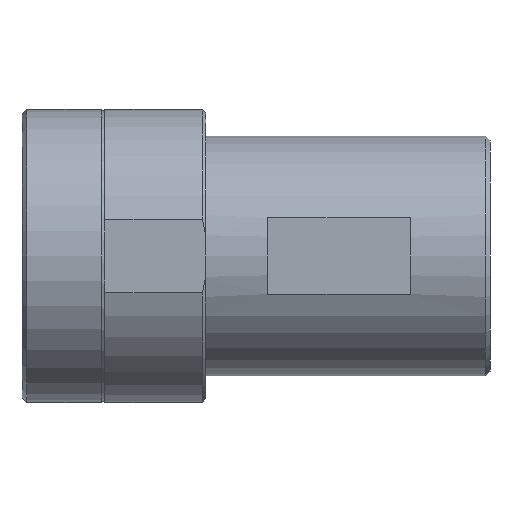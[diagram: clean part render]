
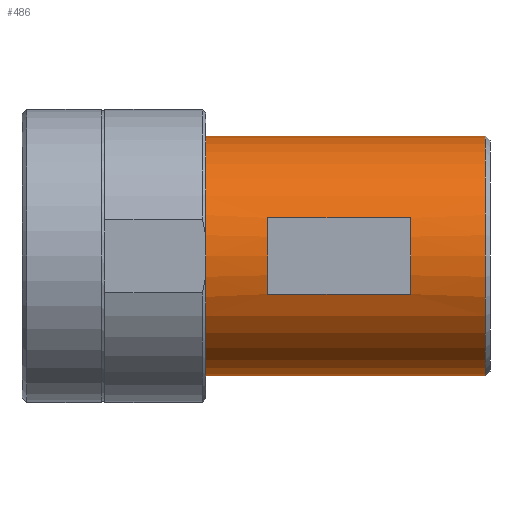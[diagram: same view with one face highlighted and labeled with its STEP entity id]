
A CAD part, front view. The second image highlights one B-rep face of the part: STEP entity #486.
In plain terms, the highlighted cylindrical face has radius 52.746 mm (diameter 105.491 mm), a partial arc.
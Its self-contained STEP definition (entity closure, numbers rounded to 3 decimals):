
#76 = CYLINDRICAL_SURFACE ( 'NONE', #760, 52.746 ) ;
#82 = DIRECTION ( 'NONE',  ( 0., 0., 1. ) ) ;
#121 = CARTESIAN_POINT ( 'NONE',  ( 126.389, -50., 16.796 ) ) ;
#124 = ORIENTED_EDGE ( 'NONE', *, *, #2072, .T. ) ;
#167 = AXIS2_PLACEMENT_3D ( 'NONE', #1624, #2200, #1446 ) ;
#205 = CARTESIAN_POINT ( 'NONE',  ( 99.163, 0., -52.746 ) ) ;
#206 = VERTEX_POINT ( 'NONE', #205 ) ;
#244 = DIRECTION ( 'NONE',  ( -1., 0., 0. ) ) ;
#252 = EDGE_CURVE ( 'NONE', #728, #1743, #263, .T. ) ;
#259 = VERTEX_POINT ( 'NONE', #1796 ) ;
#262 = ORIENTED_EDGE ( 'NONE', *, *, #2143, .F. ) ;
#263 = CIRCLE ( 'NONE', #167, 52.746 ) ;
#286 = FACE_OUTER_BOUND ( 'NONE', #1136, .T. ) ;
#348 = DIRECTION ( 'NONE',  ( -1., 0., 0. ) ) ;
#467 = ORIENTED_EDGE ( 'NONE', *, *, #252, .F. ) ;
#486 = ADVANCED_FACE ( 'NONE', ( #286, #2153 ), #76, .T. ) ;
#494 = DIRECTION ( 'NONE',  ( 1., 0., 0. ) ) ;
#497 = EDGE_CURVE ( 'NONE', #1743, #1470, #518, .T. ) ;
#499 = DIRECTION ( 'NONE',  ( -1., 0., 0. ) ) ;
#516 = AXIS2_PLACEMENT_3D ( 'NONE', #783, #244, #970 ) ;
#518 = LINE ( 'NONE', #1753, #842 ) ;
#528 = CARTESIAN_POINT ( 'NONE',  ( 0., 0., 52.746 ) ) ;
#559 = ORIENTED_EDGE ( 'NONE', *, *, #1255, .T. ) ;
#585 = CIRCLE ( 'NONE', #516, 52.746 ) ;
#626 = CARTESIAN_POINT ( 'NONE',  ( 189.389, -50., -16.796 ) ) ;
#705 = EDGE_CURVE ( 'NONE', #206, #1391, #1553, .T. ) ;
#728 = VERTEX_POINT ( 'NONE', #626 ) ;
#760 = AXIS2_PLACEMENT_3D ( 'NONE', #1227, #1599, #1036 ) ;
#783 = CARTESIAN_POINT ( 'NONE',  ( 222.389, 0., 0. ) ) ;
#842 = VECTOR ( 'NONE', #499, 1000. ) ;
#944 = ORIENTED_EDGE ( 'NONE', *, *, #705, .F. ) ;
#951 = AXIS2_PLACEMENT_3D ( 'NONE', #2331, #494, #1604 ) ;
#970 = DIRECTION ( 'NONE',  ( 0., 0., 1. ) ) ;
#986 = VECTOR ( 'NONE', #1583, 1000. ) ;
#1036 = DIRECTION ( 'NONE',  ( 0., 0., 1. ) ) ;
#1096 = VECTOR ( 'NONE', #1951, 1000. ) ;
#1130 = CIRCLE ( 'NONE', #951, 52.746 ) ;
#1136 = EDGE_LOOP ( 'NONE', ( #262, #124, #559, #944 ) ) ;
#1209 = VECTOR ( 'NONE', #348, 1000. ) ;
#1226 = EDGE_CURVE ( 'NONE', #259, #728, #1665, .T. ) ;
#1227 = CARTESIAN_POINT ( 'NONE',  ( 0., 0., 0. ) ) ;
#1232 = CARTESIAN_POINT ( 'NONE',  ( 0., 0., -52.746 ) ) ;
#1255 = EDGE_CURVE ( 'NONE', #2253, #1391, #1633, .T. ) ;
#1271 = CARTESIAN_POINT ( 'NONE',  ( 222.389, 0., -52.746 ) ) ;
#1321 = VERTEX_POINT ( 'NONE', #1271 ) ;
#1391 = VERTEX_POINT ( 'NONE', #1651 ) ;
#1446 = DIRECTION ( 'NONE',  ( 0., 0., -1. ) ) ;
#1470 = VERTEX_POINT ( 'NONE', #121 ) ;
#1479 = ORIENTED_EDGE ( 'NONE', *, *, #1629, .F. ) ;
#1518 = CARTESIAN_POINT ( 'NONE',  ( 99.163, 0., 0. ) ) ;
#1553 = CIRCLE ( 'NONE', #2059, 52.746 ) ;
#1583 = DIRECTION ( 'NONE',  ( 1., 0., 0. ) ) ;
#1599 = DIRECTION ( 'NONE',  ( -1., 0., 0. ) ) ;
#1600 = CARTESIAN_POINT ( 'NONE',  ( 189.389, -50., 16.796 ) ) ;
#1604 = DIRECTION ( 'NONE',  ( 0., 0., 1. ) ) ;
#1609 = ORIENTED_EDGE ( 'NONE', *, *, #497, .F. ) ;
#1624 = CARTESIAN_POINT ( 'NONE',  ( 189.389, 0., 0. ) ) ;
#1629 = EDGE_CURVE ( 'NONE', #1470, #259, #1130, .T. ) ;
#1633 = LINE ( 'NONE', #528, #1096 ) ;
#1651 = CARTESIAN_POINT ( 'NONE',  ( 99.163, 0., 52.746 ) ) ;
#1665 = LINE ( 'NONE', #1763, #986 ) ;
#1702 = DIRECTION ( 'NONE',  ( -1., 0., 0. ) ) ;
#1743 = VERTEX_POINT ( 'NONE', #1600 ) ;
#1753 = CARTESIAN_POINT ( 'NONE',  ( 0., -50., 16.796 ) ) ;
#1763 = CARTESIAN_POINT ( 'NONE',  ( 0., -50., -16.796 ) ) ;
#1796 = CARTESIAN_POINT ( 'NONE',  ( 126.389, -50., -16.796 ) ) ;
#1810 = CARTESIAN_POINT ( 'NONE',  ( 222.389, 0., 52.746 ) ) ;
#1951 = DIRECTION ( 'NONE',  ( -1., 0., 0. ) ) ;
#2059 = AXIS2_PLACEMENT_3D ( 'NONE', #1518, #1702, #82 ) ;
#2072 = EDGE_CURVE ( 'NONE', #1321, #2253, #585, .T. ) ;
#2078 = LINE ( 'NONE', #1232, #1209 ) ;
#2127 = EDGE_LOOP ( 'NONE', ( #1479, #1609, #467, #2194 ) ) ;
#2143 = EDGE_CURVE ( 'NONE', #1321, #206, #2078, .T. ) ;
#2153 = FACE_BOUND ( 'NONE', #2127, .T. ) ;
#2194 = ORIENTED_EDGE ( 'NONE', *, *, #1226, .F. ) ;
#2200 = DIRECTION ( 'NONE',  ( -1., 0., 0. ) ) ;
#2253 = VERTEX_POINT ( 'NONE', #1810 ) ;
#2331 = CARTESIAN_POINT ( 'NONE',  ( 126.389, 0., 0. ) ) ;
